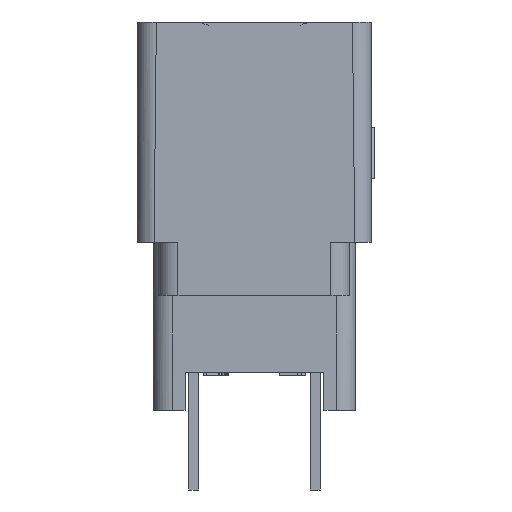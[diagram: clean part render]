
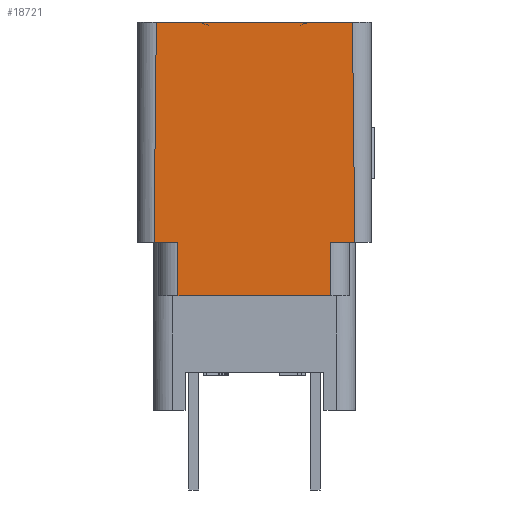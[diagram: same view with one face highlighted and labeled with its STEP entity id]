
A CAD part, left-side view. The second image highlights one B-rep face of the part: STEP entity #18721.
In plain terms, the highlighted planar face has unit normal (-1, 0, 0).
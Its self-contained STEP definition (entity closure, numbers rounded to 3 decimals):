
#72=DIRECTION('',(0.,1.,0.));
#73=VECTOR('',#72,0.895);
#74=CARTESIAN_POINT('',(-69.342,-3.943,-8.788));
#75=LINE('',#74,#73);
#76=DIRECTION('',(0.,0.,1.));
#77=VECTOR('',#76,2.134);
#78=CARTESIAN_POINT('',(-69.342,-3.048,-10.922));
#79=LINE('',#78,#77);
#80=DIRECTION('',(0.,1.,0.));
#81=VECTOR('',#80,0.895);
#82=CARTESIAN_POINT('',(-69.342,3.048,-8.788));
#83=LINE('',#82,#81);
#84=DIRECTION('',(0.,0.004,-1.));
#85=VECTOR('',#84,8.788);
#86=CARTESIAN_POINT('',(-69.342,3.912,0.));
#87=LINE('',#86,#85);
#88=DIRECTION('',(0.,-1.,0.));
#89=VECTOR('',#88,7.823);
#90=CARTESIAN_POINT('',(-69.342,3.912,0.));
#91=LINE('',#90,#89);
#92=DIRECTION('',(0.,0.004,1.));
#93=VECTOR('',#92,8.788);
#94=CARTESIAN_POINT('',(-69.342,-3.943,-8.788));
#95=LINE('',#94,#93);
#112=CARTESIAN_POINT('',(-69.342,-4.005,-8.788));
#187=CARTESIAN_POINT('',(-69.342,4.005,-8.788));
#3088=DIRECTION('',(0.,0.,1.));
#3089=VECTOR('',#3088,2.134);
#3090=CARTESIAN_POINT('',(-69.342,3.048,-10.922));
#3091=LINE('',#3090,#3089);
#3101=DIRECTION('',(0.,1.,0.));
#3102=VECTOR('',#3101,6.096);
#3103=CARTESIAN_POINT('',(-69.342,-3.048,-10.922));
#3104=LINE('',#3103,#3102);
#14364=CARTESIAN_POINT('',(-69.342,3.912,0.));
#14365=VERTEX_POINT('',#14364);
#14366=CARTESIAN_POINT('',(-69.342,-3.912,0.));
#14367=VERTEX_POINT('',#14366);
#14371=VERTEX_POINT('',#187);
#14411=VERTEX_POINT('',#112);
#14415=CARTESIAN_POINT('',(-69.342,-3.048,-10.922));
#14417=VERTEX_POINT('',#14415);
#14418=CARTESIAN_POINT('',(-69.342,3.048,-10.922));
#14419=VERTEX_POINT('',#14418);
#14434=CARTESIAN_POINT('',(-69.342,-3.048,-8.788));
#14435=VERTEX_POINT('',#14434);
#14436=CARTESIAN_POINT('',(-69.342,3.048,-8.788));
#14438=VERTEX_POINT('',#14436);
#18698=CARTESIAN_POINT('',(-69.342,0.,0.));
#18699=DIRECTION('',(1.,0.,0.));
#18700=DIRECTION('',(0.,0.,-1.));
#18701=AXIS2_PLACEMENT_3D('',#18698,#18699,#18700);
#18702=PLANE('',#18701);
#18704=ORIENTED_EDGE('',*,*,#18703,.T.);
#18706=ORIENTED_EDGE('',*,*,#18705,.F.);
#18708=ORIENTED_EDGE('',*,*,#18707,.T.);
#18710=ORIENTED_EDGE('',*,*,#18709,.T.);
#18712=ORIENTED_EDGE('',*,*,#18711,.T.);
#18714=ORIENTED_EDGE('',*,*,#18713,.F.);
#18716=ORIENTED_EDGE('',*,*,#18715,.T.);
#18718=ORIENTED_EDGE('',*,*,#18717,.F.);
#18719=EDGE_LOOP('',(#18704,#18706,#18708,#18710,#18712,#18714,#18716,#18718));
#18720=FACE_OUTER_BOUND('',#18719,.F.);
#18721=ADVANCED_FACE('',(#18720),#18702,.F.);
#18703=EDGE_CURVE('',#14411,#14435,#75,.T.);
#18705=EDGE_CURVE('',#14417,#14435,#79,.T.);
#18707=EDGE_CURVE('',#14417,#14419,#3104,.T.);
#18709=EDGE_CURVE('',#14419,#14438,#3091,.T.);
#18711=EDGE_CURVE('',#14438,#14371,#83,.T.);
#18713=EDGE_CURVE('',#14365,#14371,#87,.T.);
#18715=EDGE_CURVE('',#14365,#14367,#91,.T.);
#18717=EDGE_CURVE('',#14411,#14367,#95,.T.);
